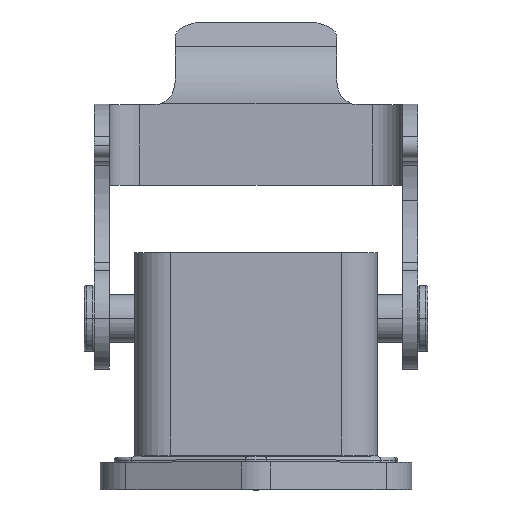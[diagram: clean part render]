
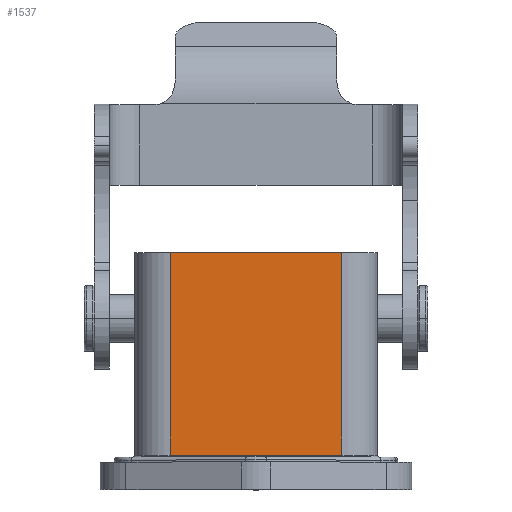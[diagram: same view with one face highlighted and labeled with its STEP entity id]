
A CAD part, top view. The second image highlights one B-rep face of the part: STEP entity #1537.
In plain terms, the highlighted planar face has unit normal (0, 0, 1).
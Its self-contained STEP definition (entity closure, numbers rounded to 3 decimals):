
#1469 = ORIENTED_EDGE ( 'NONE', *, *, #1472, .F. ) ;
#1470 = EDGE_CURVE ( 'NONE', #1471, #1546, #4885, .T. ) ;
#1471 = VERTEX_POINT ( 'NONE', #4890 ) ;
#1472 = EDGE_CURVE ( 'NONE', #1619, #1471, #4892, .T. ) ;
#1478 = VERTEX_POINT ( 'NONE', #4893 ) ;
#1533 = EDGE_CURVE ( 'NONE', #1619, #1478, #4795, .T. ) ;
#1536 = ORIENTED_EDGE ( 'NONE', *, *, #1553, .T. ) ;
#1537 = ADVANCED_FACE ( 'NONE', ( #4796 ), #4915, .T. ) ;
#1538 = ORIENTED_EDGE ( 'NONE', *, *, #1533, .T. ) ;
#1546 = VERTEX_POINT ( 'NONE', #4730 ) ;
#1553 = EDGE_CURVE ( 'NONE', #1478, #1546, #4957, .T. ) ;
#1604 = EDGE_LOOP ( 'NONE', ( #1538, #1536, #1625, #1469 ) ) ;
#1619 = VERTEX_POINT ( 'NONE', #5060 ) ;
#1625 = ORIENTED_EDGE ( 'NONE', *, *, #1470, .F. ) ;
#4730 = CARTESIAN_POINT ( 'NONE',  ( 8.5, 2.2, 12. ) ) ;
#4772 = DIRECTION ( 'NONE',  ( 1., 0., 0. ) ) ;
#4773 = DIRECTION ( 'NONE',  ( 0., 0., 1. ) ) ;
#4774 = CARTESIAN_POINT ( 'NONE',  ( -12., 0., 12. ) ) ;
#4778 = DIRECTION ( 'NONE',  ( 0., -1., 0. ) ) ;
#4779 = VECTOR ( 'NONE', #4778, 1000. ) ;
#4780 = CARTESIAN_POINT ( 'NONE',  ( -8.5, 0., 12. ) ) ;
#4782 = AXIS2_PLACEMENT_3D ( 'NONE', #4774, #4773, #4772 ) ;
#4795 = LINE ( 'NONE', #4780, #4779 ) ;
#4796 = FACE_OUTER_BOUND ( 'NONE', #1604, .T. ) ;
#4876 = DIRECTION ( 'NONE',  ( 1., 0., 0. ) ) ;
#4877 = VECTOR ( 'NONE', #4876, 1000. ) ;
#4880 = CARTESIAN_POINT ( 'NONE',  ( 0., 22.2, 12. ) ) ;
#4882 = DIRECTION ( 'NONE',  ( 0., -1., 0. ) ) ;
#4883 = VECTOR ( 'NONE', #4882, 1000. ) ;
#4884 = CARTESIAN_POINT ( 'NONE',  ( 8.5, 22.285, 12. ) ) ;
#4885 = LINE ( 'NONE', #4884, #4883 ) ;
#4890 = CARTESIAN_POINT ( 'NONE',  ( 8.5, 22.2, 12. ) ) ;
#4892 = LINE ( 'NONE', #4880, #4877 ) ;
#4893 = CARTESIAN_POINT ( 'NONE',  ( -8.5, 2.2, 12. ) ) ;
#4915 = PLANE ( 'NONE',  #4782 ) ;
#4954 = DIRECTION ( 'NONE',  ( 1., 0., 0. ) ) ;
#4955 = VECTOR ( 'NONE', #4954, 1000. ) ;
#4956 = CARTESIAN_POINT ( 'NONE',  ( -12., 2.2, 12. ) ) ;
#4957 = LINE ( 'NONE', #4956, #4955 ) ;
#5060 = CARTESIAN_POINT ( 'NONE',  ( -8.5, 22.2, 12. ) ) ;
